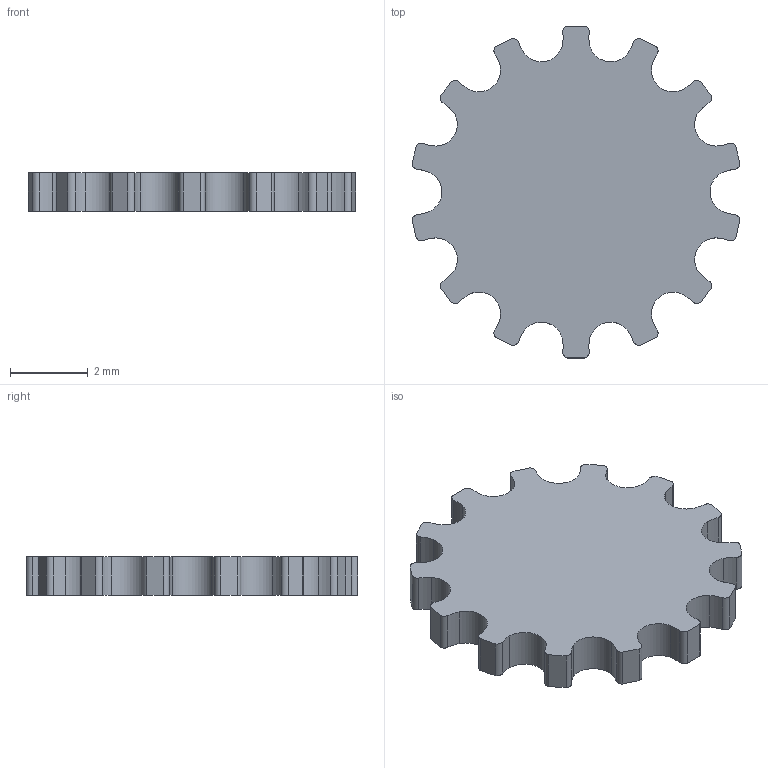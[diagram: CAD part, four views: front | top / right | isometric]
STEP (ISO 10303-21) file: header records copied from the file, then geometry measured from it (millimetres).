
FILE_DESCRIPTION(/* description */ (''),/* implementation_level */ '2;1');
FILE_NAME(/* name */ 'GT2-14~1',/* time_stamp */ '2020-11-19T13:15:32+01:00',/* author */ (''),/* organization */ (''),/* preprocessor_version */ 'ST-DEVELOPER v16.5',/* originating_system */ '',/* authorisation */ '');
FILE_SCHEMA (('AUTOMOTIVE_DESIGN'));
Length unit declared in the file: millimetre
Products named in the file (1): Document
Bounding box: 8.41 x 8.52 x 1 mm (x, y, z)
Volume: 46.1 mm3; surface area: 131.1 mm2
Topology: 1 solids, 1 shells, 86 faces, 252 edges, 168 vertices
Faces by surface type: bspline 84, plane 2
Entity records: 2682 total; most frequent: CARTESIAN_POINT 1460, ORIENTED_EDGE 504, EDGE_CURVE 252, VERTEX_POINT 168, ADVANCED_FACE 86, FACE_OUTER_BOUND 86, EDGE_LOOP 86, DIRECTION 6
